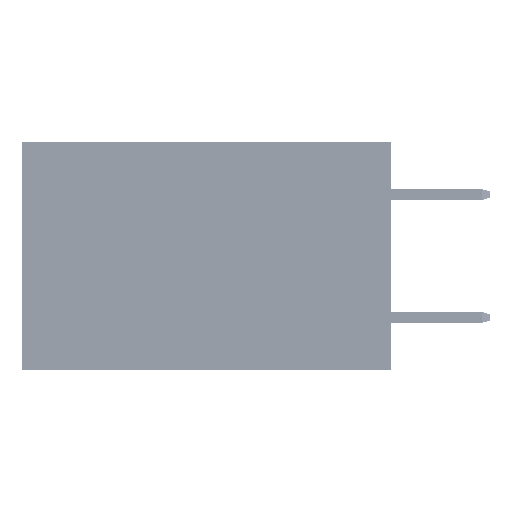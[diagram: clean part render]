
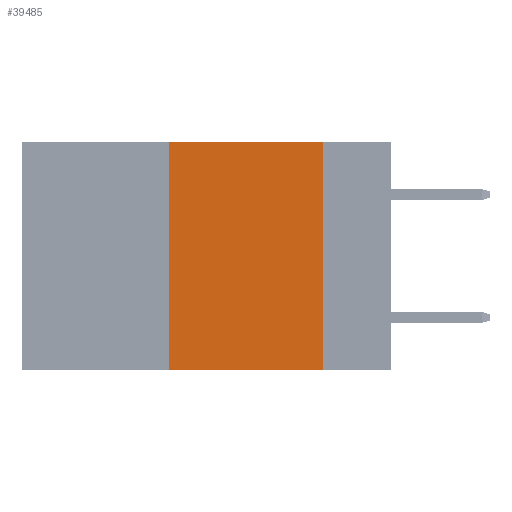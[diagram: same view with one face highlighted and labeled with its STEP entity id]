
A CAD part, left-side view. The second image highlights one B-rep face of the part: STEP entity #39485.
In plain terms, the highlighted planar face has unit normal (-1, 0, 0).
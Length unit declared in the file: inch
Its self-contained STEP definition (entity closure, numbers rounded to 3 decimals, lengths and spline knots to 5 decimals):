
#229 = DIRECTION ( 'NONE',  ( 0., -1., 0. ) ) ;
#1871 = ORIENTED_EDGE ( 'NONE', *, *, #12631, .F. ) ;
#6540 = AXIS2_PLACEMENT_3D ( 'NONE', #11332, #37720, #15152 ) ;
#7442 = LINE ( 'NONE', #48644, #26527 ) ;
#9540 = ORIENTED_EDGE ( 'NONE', *, *, #34052, .F. ) ;
#11332 = CARTESIAN_POINT ( 'NONE',  ( 0., 0.6, 0. ) ) ;
#12264 = VERTEX_POINT ( 'NONE', #25493 ) ;
#12631 = EDGE_CURVE ( 'NONE', #12264, #19303, #26273, .T. ) ;
#14390 = EDGE_CURVE ( 'NONE', #34090, #32744, #7442, .T. ) ;
#15152 = DIRECTION ( 'NONE',  ( 0., 0., -1. ) ) ;
#16134 = VECTOR ( 'NONE', #38641, 39.37008 ) ;
#16224 = DIRECTION ( 'NONE',  ( 0., -1., 0. ) ) ;
#19303 = VERTEX_POINT ( 'NONE', #37769 ) ;
#19699 = EDGE_LOOP ( 'NONE', ( #1871, #9540, #33582, #40523 ) ) ;
#22676 = DIRECTION ( 'NONE',  ( 0., 0., 1. ) ) ;
#23781 = VECTOR ( 'NONE', #229, 39.37008 ) ;
#25493 = CARTESIAN_POINT ( 'NONE',  ( 0., 0.11, 0. ) ) ;
#26273 = LINE ( 'NONE', #31185, #16134 ) ;
#26447 = EDGE_CURVE ( 'NONE', #34090, #19303, #29450, .T. ) ;
#26527 = VECTOR ( 'NONE', #22676, 39.37008 ) ;
#29450 = LINE ( 'NONE', #31298, #48001 ) ;
#31185 = CARTESIAN_POINT ( 'NONE',  ( 0., 0.11, 0. ) ) ;
#31298 = CARTESIAN_POINT ( 'NONE',  ( 0., 0.6, -0.37 ) ) ;
#32744 = VERTEX_POINT ( 'NONE', #35976 ) ;
#33582 = ORIENTED_EDGE ( 'NONE', *, *, #14390, .F. ) ;
#34010 = PLANE ( 'NONE',  #6540 ) ;
#34052 = EDGE_CURVE ( 'NONE', #32744, #12264, #36038, .T. ) ;
#34090 = VERTEX_POINT ( 'NONE', #34792 ) ;
#34792 = CARTESIAN_POINT ( 'NONE',  ( 0., 0.36, -0.37 ) ) ;
#35976 = CARTESIAN_POINT ( 'NONE',  ( 0., 0.36, 0. ) ) ;
#36038 = LINE ( 'NONE', #45603, #23781 ) ;
#37720 = DIRECTION ( 'NONE',  ( 1., 0., 0. ) ) ;
#37769 = CARTESIAN_POINT ( 'NONE',  ( 0., 0.11, -0.37 ) ) ;
#38641 = DIRECTION ( 'NONE',  ( 0., 0., -1. ) ) ;
#39485 = ADVANCED_FACE ( 'NONE', ( #40632 ), #34010, .F. ) ;
#40523 = ORIENTED_EDGE ( 'NONE', *, *, #26447, .T. ) ;
#40632 = FACE_OUTER_BOUND ( 'NONE', #19699, .T. ) ;
#45603 = CARTESIAN_POINT ( 'NONE',  ( 0., 0.6, 0. ) ) ;
#48001 = VECTOR ( 'NONE', #16224, 39.37008 ) ;
#48644 = CARTESIAN_POINT ( 'NONE',  ( 0., 0.36, 0. ) ) ;
